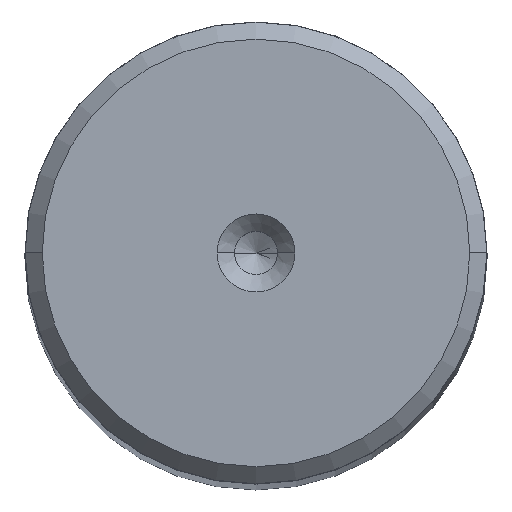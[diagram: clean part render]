
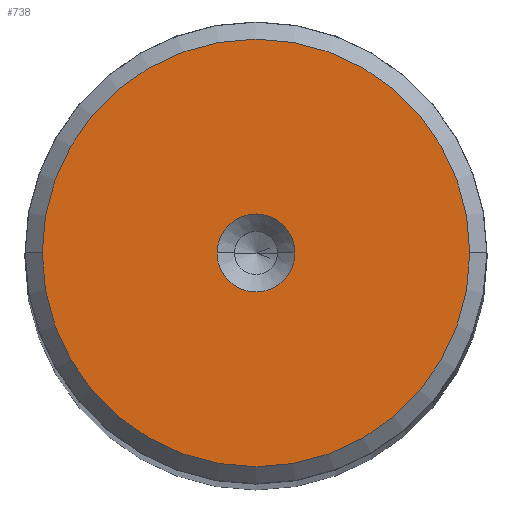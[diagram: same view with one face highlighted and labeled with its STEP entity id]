
A CAD part, top view. The second image highlights one B-rep face of the part: STEP entity #738.
In plain terms, the highlighted planar face has unit normal (0, 0, 1).
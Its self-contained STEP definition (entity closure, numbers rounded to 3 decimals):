
#33 = CARTESIAN_POINT ( 'NONE',  ( 2.7, 0., 240. ) ) ;
#196 = ORIENTED_EDGE ( 'NONE', *, *, #653, .T. ) ;
#243 = CIRCLE ( 'NONE', #2518, 2.7 ) ;
#257 = EDGE_CURVE ( 'NONE', #2269, #2176, #243, .T. ) ;
#354 = CARTESIAN_POINT ( 'NONE',  ( 14.812, 0., 240. ) ) ;
#519 = DIRECTION ( 'NONE',  ( 1., 0., 0. ) ) ;
#546 = PLANE ( 'NONE',  #2656 ) ;
#653 = EDGE_CURVE ( 'NONE', #1769, #2322, #1984, .T. ) ;
#680 = CIRCLE ( 'NONE', #2121, 14.812 ) ;
#715 = CARTESIAN_POINT ( 'NONE',  ( 0., 0., 240. ) ) ;
#720 = DIRECTION ( 'NONE',  ( 1., 0., 0. ) ) ;
#738 = ADVANCED_FACE ( 'NONE', ( #2519, #2438 ), #546, .T. ) ;
#747 = CARTESIAN_POINT ( 'NONE',  ( 0., 0., 240. ) ) ;
#905 = EDGE_LOOP ( 'NONE', ( #2076, #196 ) ) ;
#970 = ORIENTED_EDGE ( 'NONE', *, *, #257, .F. ) ;
#972 = EDGE_CURVE ( 'NONE', #2176, #2269, #1663, .T. ) ;
#1249 = CARTESIAN_POINT ( 'NONE',  ( 0., 0., 240. ) ) ;
#1315 = CARTESIAN_POINT ( 'NONE',  ( -14.812, 0., 240. ) ) ;
#1367 = DIRECTION ( 'NONE',  ( 0., 0., 1. ) ) ;
#1411 = ORIENTED_EDGE ( 'NONE', *, *, #972, .F. ) ;
#1421 = DIRECTION ( 'NONE',  ( 1., 0., 0. ) ) ;
#1429 = DIRECTION ( 'NONE',  ( 1., 0., 0. ) ) ;
#1549 = EDGE_CURVE ( 'NONE', #2322, #1769, #680, .T. ) ;
#1630 = CARTESIAN_POINT ( 'NONE',  ( 0., 0., 240. ) ) ;
#1663 = CIRCLE ( 'NONE', #2223, 2.7 ) ;
#1674 = AXIS2_PLACEMENT_3D ( 'NONE', #747, #2231, #1429 ) ;
#1769 = VERTEX_POINT ( 'NONE', #354 ) ;
#1780 = CARTESIAN_POINT ( 'NONE',  ( 0., 0., 240. ) ) ;
#1984 = CIRCLE ( 'NONE', #1674, 14.812 ) ;
#2022 = EDGE_LOOP ( 'NONE', ( #970, #1411 ) ) ;
#2076 = ORIENTED_EDGE ( 'NONE', *, *, #1549, .T. ) ;
#2121 = AXIS2_PLACEMENT_3D ( 'NONE', #1780, #2618, #720 ) ;
#2176 = VERTEX_POINT ( 'NONE', #2584 ) ;
#2223 = AXIS2_PLACEMENT_3D ( 'NONE', #1249, #2469, #2512 ) ;
#2231 = DIRECTION ( 'NONE',  ( 0., 0., 1. ) ) ;
#2254 = DIRECTION ( 'NONE',  ( 0., 0., 1. ) ) ;
#2269 = VERTEX_POINT ( 'NONE', #33 ) ;
#2322 = VERTEX_POINT ( 'NONE', #1315 ) ;
#2438 = FACE_OUTER_BOUND ( 'NONE', #905, .T. ) ;
#2469 = DIRECTION ( 'NONE',  ( 0., 0., 1. ) ) ;
#2512 = DIRECTION ( 'NONE',  ( 1., 0., 0. ) ) ;
#2518 = AXIS2_PLACEMENT_3D ( 'NONE', #715, #1367, #519 ) ;
#2519 = FACE_BOUND ( 'NONE', #2022, .T. ) ;
#2584 = CARTESIAN_POINT ( 'NONE',  ( -2.7, 0., 240. ) ) ;
#2618 = DIRECTION ( 'NONE',  ( 0., 0., 1. ) ) ;
#2656 = AXIS2_PLACEMENT_3D ( 'NONE', #1630, #2254, #1421 ) ;
